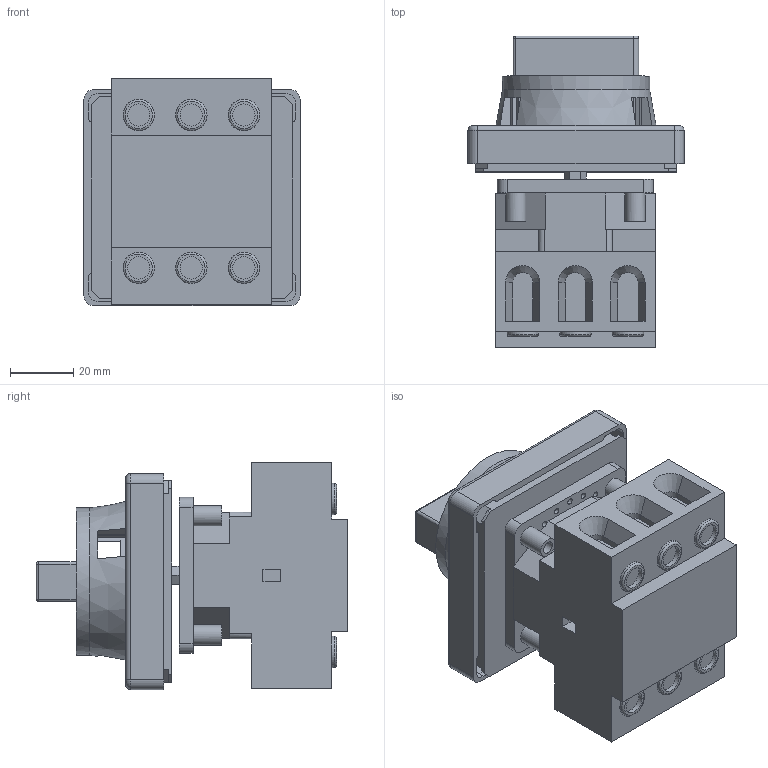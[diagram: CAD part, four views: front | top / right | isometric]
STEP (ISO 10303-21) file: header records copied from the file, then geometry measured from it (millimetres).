
FILE_DESCRIPTION((''),'2;1');
FILE_NAME('60D10148X01 - DDS2-325-DHMRY.stp','2015-06-09T18:00:27',('mroknich'),(''),'Autodesk Inventor 2013','Autodesk Inventor 2013','');
FILE_SCHEMA(('AUTOMOTIVE_DESIGN { 1 0 10303 214 1 1 1 1 }'));
Length unit declared in the file: inch
Products named in the file (1): 60D10148X01
Bounding box: 68.58 x 98.98 x 72.11 mm (x, y, z)
Volume: 228042.8 mm3; surface area: 49028.5 mm2
Topology: 1 solids, 1 shells, 440 faces, 1138 edges, 732 vertices
Faces by surface type: plane 273, cylinder 102, bspline 40, torus 12, cone 11, sphere 2
Full cylindrical faces by diameter (mm): 1.905 x24, 3.937 x4, 4.572 x4, 6.426 x4, 7.074 x6, 8.065 x2, 9.525 x1, 9.97 x6, 42.037 x1, 43.561 x1, 46.736 x1
Entity records: 13723 total; most frequent: CARTESIAN_POINT 2852, ORIENTED_EDGE 2098, DIRECTION 2039, EDGE_CURVE 1049, VERTEX_POINT 710, VECTOR 689, LINE 689, AXIS2_PLACEMENT_3D 675
